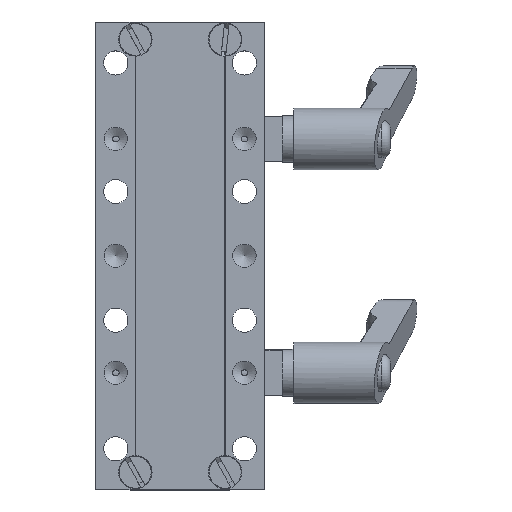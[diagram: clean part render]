
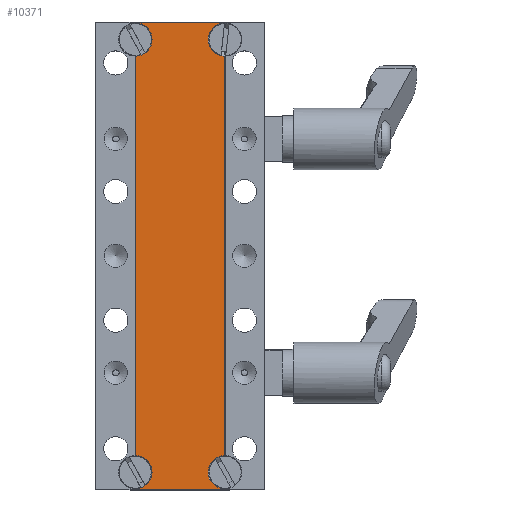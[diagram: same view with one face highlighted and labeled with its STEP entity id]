
A CAD part, top view. The second image highlights one B-rep face of the part: STEP entity #10371.
In plain terms, the highlighted planar face has unit normal (0, 0, 1).
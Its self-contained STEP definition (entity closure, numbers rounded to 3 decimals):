
#406=CIRCLE('',#10938,2.85);
#407=CIRCLE('',#10939,2.85);
#408=CIRCLE('',#10940,2.85);
#409=CIRCLE('',#10941,2.85);
#757=LINE('',#14252,#1475);
#812=LINE('',#14455,#1530);
#837=LINE('',#14561,#1555);
#838=LINE('',#14566,#1556);
#839=LINE('',#14567,#1557);
#840=LINE('',#14571,#1558);
#841=LINE('',#14575,#1559);
#842=LINE('',#14576,#1560);
#1475=VECTOR('',#11939,1000.);
#1530=VECTOR('',#12134,1000.);
#1555=VECTOR('',#12205,1000.);
#1556=VECTOR('',#12208,1000.);
#1557=VECTOR('',#12209,1000.);
#1558=VECTOR('',#12212,1000.);
#1559=VECTOR('',#12215,1000.);
#1560=VECTOR('',#12216,1000.);
#2690=ORIENTED_EDGE('',*,*,#4621,.F.);
#2691=ORIENTED_EDGE('',*,*,#4622,.T.);
#2692=ORIENTED_EDGE('',*,*,#4623,.T.);
#2693=ORIENTED_EDGE('',*,*,#4582,.F.);
#2694=ORIENTED_EDGE('',*,*,#4624,.F.);
#2695=ORIENTED_EDGE('',*,*,#4625,.T.);
#2696=ORIENTED_EDGE('',*,*,#4626,.T.);
#2697=ORIENTED_EDGE('',*,*,#4627,.F.);
#2698=ORIENTED_EDGE('',*,*,#4628,.T.);
#2699=ORIENTED_EDGE('',*,*,#4489,.T.);
#2700=ORIENTED_EDGE('',*,*,#4629,.F.);
#2701=ORIENTED_EDGE('',*,*,#4630,.F.);
#4489=EDGE_CURVE('',#5522,#5521,#757,.T.);
#4582=EDGE_CURVE('',#5583,#5584,#812,.T.);
#4621=EDGE_CURVE('',#5608,#5609,#837,.T.);
#4622=EDGE_CURVE('',#5608,#5610,#406,.F.);
#4623=EDGE_CURVE('',#5610,#5584,#838,.T.);
#4624=EDGE_CURVE('',#5611,#5583,#839,.T.);
#4625=EDGE_CURVE('',#5611,#5612,#407,.F.);
#4626=EDGE_CURVE('',#5612,#5613,#840,.T.);
#4627=EDGE_CURVE('',#5614,#5613,#408,.T.);
#4628=EDGE_CURVE('',#5614,#5522,#841,.T.);
#4629=EDGE_CURVE('',#5615,#5521,#842,.T.);
#4630=EDGE_CURVE('',#5609,#5615,#409,.T.);
#5521=VERTEX_POINT('',#14251);
#5522=VERTEX_POINT('',#14253);
#5583=VERTEX_POINT('',#14454);
#5584=VERTEX_POINT('',#14456);
#5608=VERTEX_POINT('',#14562);
#5609=VERTEX_POINT('',#14563);
#5610=VERTEX_POINT('',#14565);
#5611=VERTEX_POINT('',#14568);
#5612=VERTEX_POINT('',#14570);
#5613=VERTEX_POINT('',#14572);
#5614=VERTEX_POINT('',#14574);
#5615=VERTEX_POINT('',#14577);
#6184=EDGE_LOOP('',(#2690,#2691,#2692,#2693,#2694,#2695,#2696,#2697,#2698,
#2699,#2700,#2701));
#6704=FACE_BOUND('',#6184,.T.);
#7111=PLANE('',#10937);
#10371=ADVANCED_FACE('',(#6704),#7111,.T.);
#10937=AXIS2_PLACEMENT_3D('',#14560,#12203,#12204);
#10938=AXIS2_PLACEMENT_3D('',#14564,#12206,#12207);
#10939=AXIS2_PLACEMENT_3D('',#14569,#12210,#12211);
#10940=AXIS2_PLACEMENT_3D('',#14573,#12213,#12214);
#10941=AXIS2_PLACEMENT_3D('',#14578,#12217,#12218);
#11939=DIRECTION('',(-1.,0.,0.));
#12134=DIRECTION('',(-1.,0.,0.));
#12203=DIRECTION('',(0.,0.,1.));
#12204=DIRECTION('',(0.,-1.,0.));
#12205=DIRECTION('',(0.,1.,0.));
#12206=DIRECTION('',(0.,0.,1.));
#12207=DIRECTION('',(0.,-1.,0.));
#12208=DIRECTION('',(0.,-1.,0.));
#12209=DIRECTION('',(0.,-1.,0.));
#12210=DIRECTION('',(0.,0.,1.));
#12211=DIRECTION('',(0.,-1.,0.));
#12212=DIRECTION('',(0.,1.,0.));
#12213=DIRECTION('',(0.,0.,1.));
#12214=DIRECTION('',(0.,-1.,0.));
#12215=DIRECTION('',(0.,1.,0.));
#12216=DIRECTION('',(0.,1.,0.));
#12217=DIRECTION('',(0.,0.,1.));
#12218=DIRECTION('',(0.,-1.,0.));
#14251=CARTESIAN_POINT('',(-7.65,80.,24.));
#14252=CARTESIAN_POINT('',(24.5,80.,24.));
#14253=CARTESIAN_POINT('',(7.65,80.,24.));
#14454=CARTESIAN_POINT('',(7.65,0.,24.));
#14455=CARTESIAN_POINT('',(24.5,0.,24.));
#14456=CARTESIAN_POINT('',(-7.65,0.,24.));
#14560=CARTESIAN_POINT('',(24.5,20.,24.));
#14561=CARTESIAN_POINT('',(-7.65,71.5,24.));
#14562=CARTESIAN_POINT('',(-7.65,5.85,24.));
#14563=CARTESIAN_POINT('',(-7.65,74.15,24.));
#14564=CARTESIAN_POINT('',(-7.65,3.,24.));
#14565=CARTESIAN_POINT('',(-7.65,0.15,24.));
#14566=CARTESIAN_POINT('',(-7.65,20.,24.));
#14567=CARTESIAN_POINT('',(7.65,20.,24.));
#14568=CARTESIAN_POINT('',(7.65,0.15,24.));
#14569=CARTESIAN_POINT('',(7.65,3.,24.));
#14570=CARTESIAN_POINT('',(7.65,5.85,24.));
#14571=CARTESIAN_POINT('',(7.65,-40.,24.));
#14572=CARTESIAN_POINT('',(7.65,74.15,24.));
#14573=CARTESIAN_POINT('',(7.65,77.,24.));
#14574=CARTESIAN_POINT('',(7.65,79.85,24.));
#14575=CARTESIAN_POINT('',(7.65,140.,24.));
#14576=CARTESIAN_POINT('',(-7.65,28.5,24.));
#14577=CARTESIAN_POINT('',(-7.65,79.85,24.));
#14578=CARTESIAN_POINT('',(-7.65,77.,24.));
